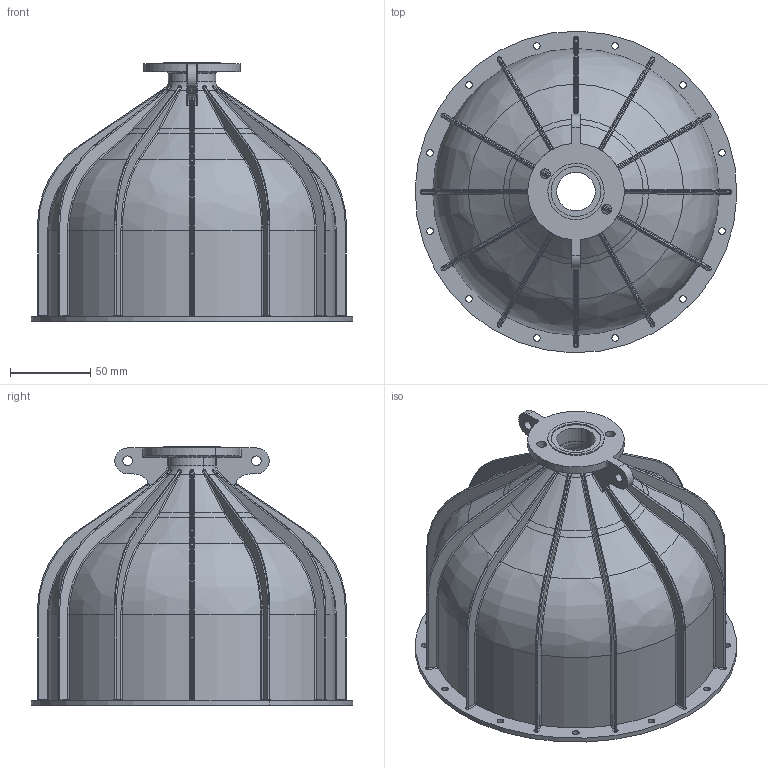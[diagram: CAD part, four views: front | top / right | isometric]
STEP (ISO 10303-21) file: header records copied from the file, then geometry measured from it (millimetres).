
FILE_DESCRIPTION(('CATIA V5 STEP Exchange'),'2;1');
FILE_NAME('Boite à air.stp','2018-02-02T13:12:51+00:00',('none'),('none'),'CATIA Version 5 Release 19 SP 2 (IN-10)','CATIA V5 STEP AP203','none');
FILE_SCHEMA(('CONFIG_CONTROL_DESIGN'));
Length unit declared in the file: millimetre
Products named in the file (1): EN_0300_001_CB
Bounding box: 199.94 x 199.94 x 160.8 mm (x, y, z)
Volume: 369948.3 mm3; surface area: 206257.7 mm2
Topology: 1 solids, 1 shells, 572 faces, 1389 edges, 816 vertices
Faces by surface type: cylinder 201, bspline 182, torus 78, plane 63, cone 32, revolution 16
Entity records: 25529 total; most frequent: CARTESIAN_POINT 14494, ORIENTED_EDGE 2762, EDGE_CURVE 1381, DIRECTION 1333, VERTEX_POINT 816, AXIS2_PLACEMENT_3D 711, B_SPLINE_CURVE_WITH_KNOTS 620, EDGE_LOOP 611
